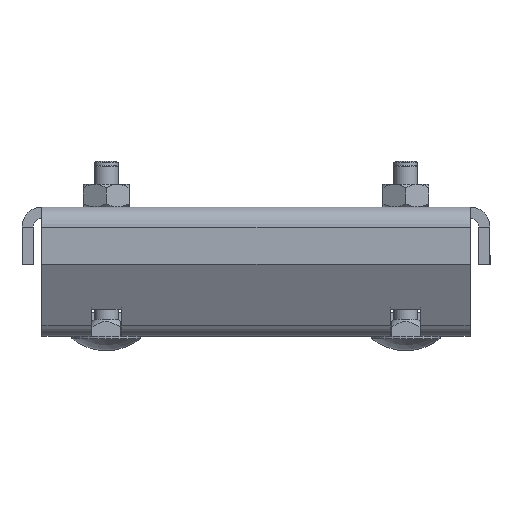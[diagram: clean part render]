
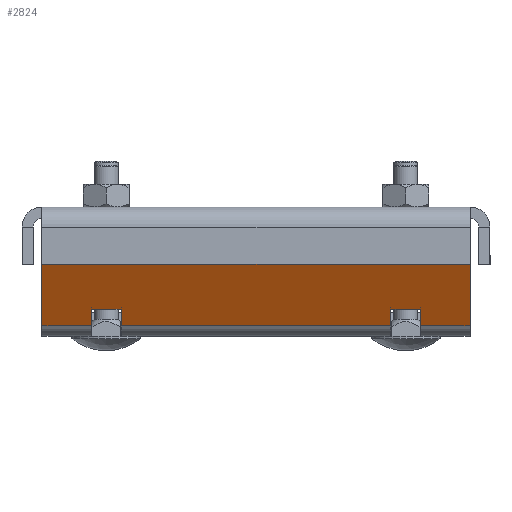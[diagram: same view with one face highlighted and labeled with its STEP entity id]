
A CAD part, left-side view. The second image highlights one B-rep face of the part: STEP entity #2824.
In plain terms, the highlighted planar face has unit normal (-0.882, 0, -0.47).
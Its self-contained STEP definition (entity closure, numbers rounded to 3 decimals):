
#10 = DIRECTION ( 'NONE',  ( 0.47, 0., -0.882 ) ) ;
#142 = CARTESIAN_POINT ( 'NONE',  ( -92.78, -57.75, -35.748 ) ) ;
#236 = LINE ( 'NONE', #8130, #6119 ) ;
#307 = ORIENTED_EDGE ( 'NONE', *, *, #4177, .F. ) ;
#459 = CARTESIAN_POINT ( 'NONE',  ( -89.63, -47.25, -41.658 ) ) ;
#701 = ORIENTED_EDGE ( 'NONE', *, *, #7868, .F. ) ;
#1302 = ORIENTED_EDGE ( 'NONE', *, *, #8348, .F. ) ;
#1392 = CARTESIAN_POINT ( 'NONE',  ( -92.78, -57.75, -35.748 ) ) ;
#1748 = EDGE_CURVE ( 'NONE', #8808, #5378, #7834, .T. ) ;
#1811 = LINE ( 'NONE', #8203, #9599 ) ;
#1830 = FACE_OUTER_BOUND ( 'NONE', #2245, .T. ) ;
#1846 = CARTESIAN_POINT ( 'NONE',  ( -89.63, 57.75, -41.658 ) ) ;
#1978 = CARTESIAN_POINT ( 'NONE',  ( -89.63, -57.75, -41.658 ) ) ;
#2039 = DIRECTION ( 'NONE',  ( 0., -1., 0. ) ) ;
#2154 = ORIENTED_EDGE ( 'NONE', *, *, #4130, .T. ) ;
#2245 = EDGE_LOOP ( 'NONE', ( #307, #6779, #7004, #2154, #1302, #8453, #6296, #701, #6663, #3495, #8496, #3439 ) ) ;
#2522 = LINE ( 'NONE', #1392, #6579 ) ;
#2574 = DIRECTION ( 'NONE',  ( 0., -1., 0. ) ) ;
#2816 = CARTESIAN_POINT ( 'NONE',  ( -87.533, -75., -45.593 ) ) ;
#2824 = ADVANCED_FACE ( 'NONE', ( #1830 ), #3563, .F. ) ;
#3055 = DIRECTION ( 'NONE',  ( 0.47, 0., -0.882 ) ) ;
#3144 = DIRECTION ( 'NONE',  ( 0., -1., 0. ) ) ;
#3439 = ORIENTED_EDGE ( 'NONE', *, *, #4312, .F. ) ;
#3495 = ORIENTED_EDGE ( 'NONE', *, *, #5329, .F. ) ;
#3563 = PLANE ( 'NONE',  #7303 ) ;
#3631 = VECTOR ( 'NONE', #3055, 1000. ) ;
#3699 = DIRECTION ( 'NONE',  ( 0., 1., 0. ) ) ;
#3749 = EDGE_CURVE ( 'NONE', #6819, #4052, #236, .T. ) ;
#3792 = EDGE_CURVE ( 'NONE', #6740, #6292, #1811, .T. ) ;
#4052 = VERTEX_POINT ( 'NONE', #4801 ) ;
#4079 = LINE ( 'NONE', #4902, #7817 ) ;
#4130 = EDGE_CURVE ( 'NONE', #5323, #5042, #7500, .T. ) ;
#4177 = EDGE_CURVE ( 'NONE', #4437, #7606, #2522, .T. ) ;
#4312 = EDGE_CURVE ( 'NONE', #7606, #5378, #7609, .T. ) ;
#4351 = CARTESIAN_POINT ( 'NONE',  ( -92.78, 47.25, -35.748 ) ) ;
#4437 = VERTEX_POINT ( 'NONE', #142 ) ;
#4459 = CARTESIAN_POINT ( 'NONE',  ( -92.78, 57.75, -35.748 ) ) ;
#4512 = CARTESIAN_POINT ( 'NONE',  ( -89.63, 75., -41.658 ) ) ;
#4634 = DIRECTION ( 'NONE',  ( 0.882, 0., 0.47 ) ) ;
#4676 = LINE ( 'NONE', #6147, #8395 ) ;
#4801 = CARTESIAN_POINT ( 'NONE',  ( -108.698, 75., -5.881 ) ) ;
#4885 = CARTESIAN_POINT ( 'NONE',  ( -92.78, -47.25, -35.748 ) ) ;
#4902 = CARTESIAN_POINT ( 'NONE',  ( -108.698, 75., -5.881 ) ) ;
#5042 = VERTEX_POINT ( 'NONE', #8026 ) ;
#5146 = EDGE_CURVE ( 'NONE', #7743, #4437, #9580, .T. ) ;
#5323 = VERTEX_POINT ( 'NONE', #6853 ) ;
#5329 = EDGE_CURVE ( 'NONE', #8808, #6740, #4676, .T. ) ;
#5378 = VERTEX_POINT ( 'NONE', #459 ) ;
#5949 = DIRECTION ( 'NONE',  ( -0.47, 0., 0.882 ) ) ;
#5997 = VECTOR ( 'NONE', #8918, 1000. ) ;
#6119 = VECTOR ( 'NONE', #9628, 1000. ) ;
#6147 = CARTESIAN_POINT ( 'NONE',  ( -92.78, 47.25, -35.748 ) ) ;
#6292 = VERTEX_POINT ( 'NONE', #9721 ) ;
#6296 = ORIENTED_EDGE ( 'NONE', *, *, #8017, .T. ) ;
#6579 = VECTOR ( 'NONE', #6737, 1000. ) ;
#6612 = CARTESIAN_POINT ( 'NONE',  ( -89.63, 75., -41.658 ) ) ;
#6629 = DIRECTION ( 'NONE',  ( -0.47, 0., 0.882 ) ) ;
#6663 = ORIENTED_EDGE ( 'NONE', *, *, #3792, .F. ) ;
#6737 = DIRECTION ( 'NONE',  ( 0., 1., 0. ) ) ;
#6740 = VERTEX_POINT ( 'NONE', #4351 ) ;
#6779 = ORIENTED_EDGE ( 'NONE', *, *, #5146, .F. ) ;
#6795 = LINE ( 'NONE', #8366, #8759 ) ;
#6819 = VERTEX_POINT ( 'NONE', #8932 ) ;
#6844 = CARTESIAN_POINT ( 'NONE',  ( -92.78, -47.25, -35.748 ) ) ;
#6853 = CARTESIAN_POINT ( 'NONE',  ( -89.63, -75., -41.658 ) ) ;
#6882 = DIRECTION ( 'NONE',  ( -0.47, 0., 0.882 ) ) ;
#7003 = CARTESIAN_POINT ( 'NONE',  ( -89.63, 47.25, -41.658 ) ) ;
#7004 = ORIENTED_EDGE ( 'NONE', *, *, #8537, .T. ) ;
#7303 = AXIS2_PLACEMENT_3D ( 'NONE', #9105, #4634, #10 ) ;
#7500 = LINE ( 'NONE', #2816, #7968 ) ;
#7597 = VECTOR ( 'NONE', #5949, 1000. ) ;
#7606 = VERTEX_POINT ( 'NONE', #4885 ) ;
#7609 = LINE ( 'NONE', #6844, #3631 ) ;
#7611 = VECTOR ( 'NONE', #8968, 1000. ) ;
#7713 = LINE ( 'NONE', #4459, #5997 ) ;
#7743 = VERTEX_POINT ( 'NONE', #1978 ) ;
#7817 = VECTOR ( 'NONE', #2574, 1000. ) ;
#7834 = LINE ( 'NONE', #4512, #7611 ) ;
#7868 = EDGE_CURVE ( 'NONE', #6292, #9342, #7713, .T. ) ;
#7968 = VECTOR ( 'NONE', #6629, 1000. ) ;
#8017 = EDGE_CURVE ( 'NONE', #6819, #9342, #6795, .T. ) ;
#8026 = CARTESIAN_POINT ( 'NONE',  ( -108.698, -75., -5.881 ) ) ;
#8130 = CARTESIAN_POINT ( 'NONE',  ( -87.533, 75., -45.593 ) ) ;
#8171 = LINE ( 'NONE', #6612, #8388 ) ;
#8203 = CARTESIAN_POINT ( 'NONE',  ( -92.78, 57.75, -35.748 ) ) ;
#8348 = EDGE_CURVE ( 'NONE', #4052, #5042, #4079, .T. ) ;
#8366 = CARTESIAN_POINT ( 'NONE',  ( -89.63, 75., -41.658 ) ) ;
#8388 = VECTOR ( 'NONE', #2039, 1000. ) ;
#8395 = VECTOR ( 'NONE', #6882, 1000. ) ;
#8453 = ORIENTED_EDGE ( 'NONE', *, *, #3749, .F. ) ;
#8496 = ORIENTED_EDGE ( 'NONE', *, *, #1748, .T. ) ;
#8537 = EDGE_CURVE ( 'NONE', #7743, #5323, #8171, .T. ) ;
#8759 = VECTOR ( 'NONE', #3144, 1000. ) ;
#8808 = VERTEX_POINT ( 'NONE', #7003 ) ;
#8863 = CARTESIAN_POINT ( 'NONE',  ( -92.78, -57.75, -35.748 ) ) ;
#8918 = DIRECTION ( 'NONE',  ( 0.47, 0., -0.882 ) ) ;
#8932 = CARTESIAN_POINT ( 'NONE',  ( -89.63, 75., -41.658 ) ) ;
#8968 = DIRECTION ( 'NONE',  ( 0., -1., 0. ) ) ;
#9105 = CARTESIAN_POINT ( 'NONE',  ( -87.533, 75., -45.593 ) ) ;
#9342 = VERTEX_POINT ( 'NONE', #1846 ) ;
#9580 = LINE ( 'NONE', #8863, #7597 ) ;
#9599 = VECTOR ( 'NONE', #3699, 1000. ) ;
#9628 = DIRECTION ( 'NONE',  ( -0.47, 0., 0.882 ) ) ;
#9721 = CARTESIAN_POINT ( 'NONE',  ( -92.78, 57.75, -35.748 ) ) ;
